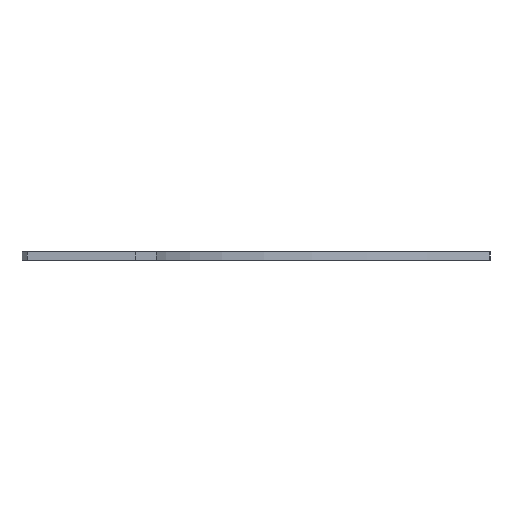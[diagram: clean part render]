
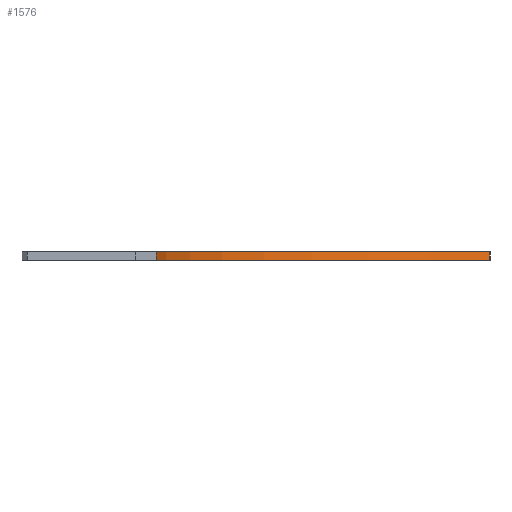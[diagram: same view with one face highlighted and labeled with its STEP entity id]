
A CAD part, left-side view. The second image highlights one B-rep face of the part: STEP entity #1576.
In plain terms, the highlighted cylindrical face has radius 82.365 mm (diameter 164.73 mm), a partial arc.
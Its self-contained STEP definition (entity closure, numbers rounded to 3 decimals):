
#55 = PLANE('',#56);
#56 = AXIS2_PLACEMENT_3D('',#57,#58,#59);
#57 = CARTESIAN_POINT('',(-15.,80.988,0.));
#58 = DIRECTION('',(-1.,0.,0.));
#59 = DIRECTION('',(0.,1.,0.));
#83 = PLANE('',#84);
#84 = AXIS2_PLACEMENT_3D('',#85,#86,#87);
#85 = CARTESIAN_POINT('',(48.443,66.564,1.6));
#86 = DIRECTION('',(-0.,-0.,-1.));
#87 = DIRECTION('',(-1.,0.,0.));
#137 = PLANE('',#138);
#138 = AXIS2_PLACEMENT_3D('',#139,#140,#141);
#139 = CARTESIAN_POINT('',(48.443,66.564,0.));
#140 = DIRECTION('',(-0.,-0.,-1.));
#141 = DIRECTION('',(-1.,0.,0.));
#152 = EDGE_CURVE('',#153,#155,#157,.T.);
#153 = VERTEX_POINT('',#154);
#154 = CARTESIAN_POINT('',(-15.,80.988,0.));
#155 = VERTEX_POINT('',#156);
#156 = CARTESIAN_POINT('',(-15.,80.988,1.6));
#157 = SURFACE_CURVE('',#158,(#162,#169),.PCURVE_S1.);
#158 = LINE('',#159,#160);
#159 = CARTESIAN_POINT('',(-15.,80.988,0.));
#160 = VECTOR('',#161,1.);
#161 = DIRECTION('',(0.,0.,1.));
#162 = PCURVE('',#55,#163);
#163 = DEFINITIONAL_REPRESENTATION('',(#164),#168);
#164 = LINE('',#165,#166);
#165 = CARTESIAN_POINT('',(0.,0.));
#166 = VECTOR('',#167,1.);
#167 = DIRECTION('',(0.,-1.));
#168 = ( GEOMETRIC_REPRESENTATION_CONTEXT(2) 
PARAMETRIC_REPRESENTATION_CONTEXT() REPRESENTATION_CONTEXT('2D SPACE',''
  ) );
#169 = PCURVE('',#170,#175);
#170 = CYLINDRICAL_SURFACE('',#171,82.365);
#171 = AXIS2_PLACEMENT_3D('',#172,#173,#174);
#172 = CARTESIAN_POINT('',(0.,-0.,0.));
#173 = DIRECTION('',(-0.,-0.,-1.));
#174 = DIRECTION('',(1.,0.,-0.));
#175 = DEFINITIONAL_REPRESENTATION('',(#176),#180);
#176 = LINE('',#177,#178);
#177 = CARTESIAN_POINT('',(-1.754,0.));
#178 = VECTOR('',#179,1.);
#179 = DIRECTION('',(-0.,-1.));
#180 = ( GEOMETRIC_REPRESENTATION_CONTEXT(2) 
PARAMETRIC_REPRESENTATION_CONTEXT() REPRESENTATION_CONTEXT('2D SPACE',''
  ) );
#340 = VERTEX_POINT('',#341);
#341 = CARTESIAN_POINT('',(80.988,15.,0.));
#355 = PLANE('',#356);
#356 = AXIS2_PLACEMENT_3D('',#357,#358,#359);
#357 = CARTESIAN_POINT('',(95.,15.,0.));
#358 = DIRECTION('',(0.,-1.,0.));
#359 = DIRECTION('',(-1.,0.,0.));
#367 = EDGE_CURVE('',#340,#153,#368,.T.);
#368 = SURFACE_CURVE('',#369,(#374,#385),.PCURVE_S1.);
#369 = CIRCLE('',#370,82.365);
#370 = AXIS2_PLACEMENT_3D('',#371,#372,#373);
#371 = CARTESIAN_POINT('',(0.,-0.,0.));
#372 = DIRECTION('',(0.,0.,1.));
#373 = DIRECTION('',(1.,0.,-0.));
#374 = PCURVE('',#137,#375);
#375 = DEFINITIONAL_REPRESENTATION('',(#376),#384);
#376 = ( BOUNDED_CURVE() B_SPLINE_CURVE(2,(#377,#378,#379,#380,#381,#382
,#383),.UNSPECIFIED.,.T.,.F.) B_SPLINE_CURVE_WITH_KNOTS((1,2,2,2,2,1),(
    -2.094,0.,2.094,4.189,6.283,
8.378),.UNSPECIFIED.) CURVE() GEOMETRIC_REPRESENTATION_ITEM() 
RATIONAL_B_SPLINE_CURVE((1.,0.5,1.,0.5,1.,0.5,1.)) REPRESENTATION_ITEM(
  '') );
#377 = CARTESIAN_POINT('',(-33.922,-66.564));
#378 = CARTESIAN_POINT('',(-33.922,76.096));
#379 = CARTESIAN_POINT('',(89.625,4.766));
#380 = CARTESIAN_POINT('',(213.173,-66.564));
#381 = CARTESIAN_POINT('',(89.625,-137.894));
#382 = CARTESIAN_POINT('',(-33.922,-209.224));
#383 = CARTESIAN_POINT('',(-33.922,-66.564));
#384 = ( GEOMETRIC_REPRESENTATION_CONTEXT(2) 
PARAMETRIC_REPRESENTATION_CONTEXT() REPRESENTATION_CONTEXT('2D SPACE',''
  ) );
#385 = PCURVE('',#170,#386);
#386 = DEFINITIONAL_REPRESENTATION('',(#387),#391);
#387 = LINE('',#388,#389);
#388 = CARTESIAN_POINT('',(-0.,0.));
#389 = VECTOR('',#390,1.);
#390 = DIRECTION('',(-1.,0.));
#391 = ( GEOMETRIC_REPRESENTATION_CONTEXT(2) 
PARAMETRIC_REPRESENTATION_CONTEXT() REPRESENTATION_CONTEXT('2D SPACE',''
  ) );
#1018 = VERTEX_POINT('',#1019);
#1019 = CARTESIAN_POINT('',(80.988,15.,1.6));
#1040 = EDGE_CURVE('',#1018,#155,#1041,.T.);
#1041 = SURFACE_CURVE('',#1042,(#1047,#1058),.PCURVE_S1.);
#1042 = CIRCLE('',#1043,82.365);
#1043 = AXIS2_PLACEMENT_3D('',#1044,#1045,#1046);
#1044 = CARTESIAN_POINT('',(0.,0.,1.6));
#1045 = DIRECTION('',(0.,0.,1.));
#1046 = DIRECTION('',(1.,0.,-0.));
#1047 = PCURVE('',#83,#1048);
#1048 = DEFINITIONAL_REPRESENTATION('',(#1049),#1057);
#1049 = ( BOUNDED_CURVE() B_SPLINE_CURVE(2,(#1050,#1051,#1052,#1053,
#1054,#1055,#1056),.UNSPECIFIED.,.T.,.F.) B_SPLINE_CURVE_WITH_KNOTS((1,2
    ,2,2,2,1),(-2.094,0.,2.094,4.189,
6.283,8.378),.UNSPECIFIED.) CURVE() 
GEOMETRIC_REPRESENTATION_ITEM() RATIONAL_B_SPLINE_CURVE((1.,0.5,1.,0.5,
1.,0.5,1.)) REPRESENTATION_ITEM('') );
#1050 = CARTESIAN_POINT('',(-33.922,-66.564));
#1051 = CARTESIAN_POINT('',(-33.922,76.096));
#1052 = CARTESIAN_POINT('',(89.625,4.766));
#1053 = CARTESIAN_POINT('',(213.173,-66.564));
#1054 = CARTESIAN_POINT('',(89.625,-137.894));
#1055 = CARTESIAN_POINT('',(-33.922,-209.224));
#1056 = CARTESIAN_POINT('',(-33.922,-66.564));
#1057 = ( GEOMETRIC_REPRESENTATION_CONTEXT(2) 
PARAMETRIC_REPRESENTATION_CONTEXT() REPRESENTATION_CONTEXT('2D SPACE',''
  ) );
#1058 = PCURVE('',#170,#1059);
#1059 = DEFINITIONAL_REPRESENTATION('',(#1060),#1064);
#1060 = LINE('',#1061,#1062);
#1061 = CARTESIAN_POINT('',(-0.,-1.6));
#1062 = VECTOR('',#1063,1.);
#1063 = DIRECTION('',(-1.,0.));
#1064 = ( GEOMETRIC_REPRESENTATION_CONTEXT(2) 
PARAMETRIC_REPRESENTATION_CONTEXT() REPRESENTATION_CONTEXT('2D SPACE',''
  ) );
#1576 = ADVANCED_FACE('',(#1577),#170,.F.);
#1577 = FACE_BOUND('',#1578,.T.);
#1578 = EDGE_LOOP('',(#1579,#1600,#1601,#1602));
#1579 = ORIENTED_EDGE('',*,*,#1580,.T.);
#1580 = EDGE_CURVE('',#340,#1018,#1581,.T.);
#1581 = SURFACE_CURVE('',#1582,(#1586,#1593),.PCURVE_S1.);
#1582 = LINE('',#1583,#1584);
#1583 = CARTESIAN_POINT('',(80.988,15.,0.));
#1584 = VECTOR('',#1585,1.);
#1585 = DIRECTION('',(0.,0.,1.));
#1586 = PCURVE('',#170,#1587);
#1587 = DEFINITIONAL_REPRESENTATION('',(#1588),#1592);
#1588 = LINE('',#1589,#1590);
#1589 = CARTESIAN_POINT('',(-0.183,0.));
#1590 = VECTOR('',#1591,1.);
#1591 = DIRECTION('',(-0.,-1.));
#1592 = ( GEOMETRIC_REPRESENTATION_CONTEXT(2) 
PARAMETRIC_REPRESENTATION_CONTEXT() REPRESENTATION_CONTEXT('2D SPACE',''
  ) );
#1593 = PCURVE('',#355,#1594);
#1594 = DEFINITIONAL_REPRESENTATION('',(#1595),#1599);
#1595 = LINE('',#1596,#1597);
#1596 = CARTESIAN_POINT('',(14.012,0.));
#1597 = VECTOR('',#1598,1.);
#1598 = DIRECTION('',(0.,-1.));
#1599 = ( GEOMETRIC_REPRESENTATION_CONTEXT(2) 
PARAMETRIC_REPRESENTATION_CONTEXT() REPRESENTATION_CONTEXT('2D SPACE',''
  ) );
#1600 = ORIENTED_EDGE('',*,*,#1040,.T.);
#1601 = ORIENTED_EDGE('',*,*,#152,.F.);
#1602 = ORIENTED_EDGE('',*,*,#367,.F.);
